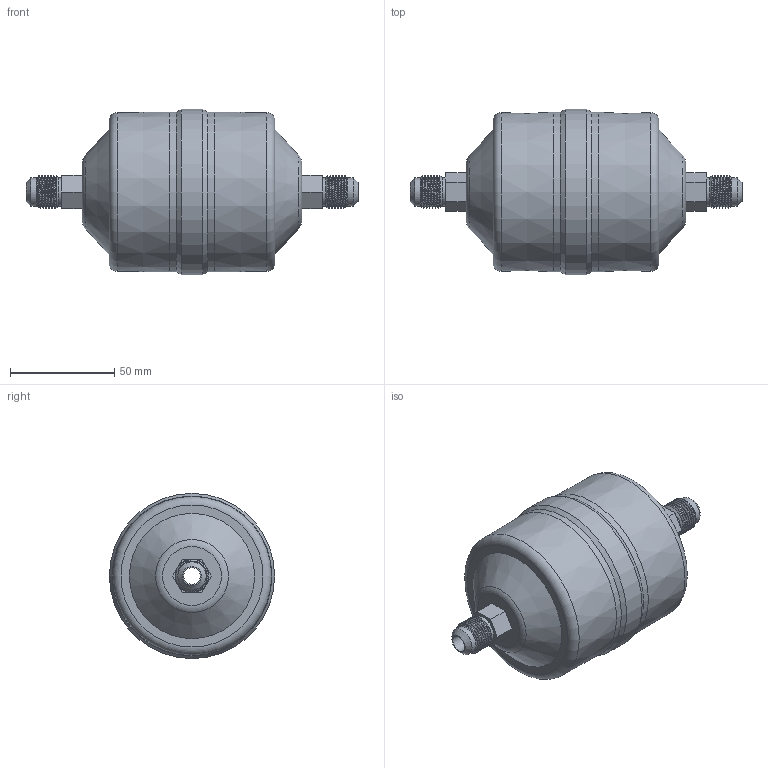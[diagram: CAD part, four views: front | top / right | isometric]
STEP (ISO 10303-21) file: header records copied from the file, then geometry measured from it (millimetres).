
FILE_DESCRIPTION(/* description */ (''),/* implementation_level */ '2;1');
FILE_NAME(/* name */ '023Z5008R.stp',/* time_stamp */ '2022-08-09T10:18:11+03:00',/* author */ ('U403152'),/* organization */ (''),/* preprocessor_version */ 'ST-DEVELOPER v18.1',/* originating_system */ 'Autodesk Inventor 2020',/* authorisation */ '');
FILE_SCHEMA (('AUTOMOTIVE_DESIGN { 1 0 10303 214 3 1 1 }'));
Length unit declared in the file: micrometre
Products named in the file (1): ╡е╧Є╕╔╘я╣¤┬╦╞ўD
FS-163-000A
Bounding box: 159 x 79.1 x 79.1 mm (x, y, z)
Volume: 411184.2 mm3; surface area: 35989.3 mm2
Topology: 1 solids, 1 shells, 68 faces, 188 edges, 128 vertices
Faces by surface type: cylinder 22, plane 22, cone 14, bspline 6, torus 4
Full cylindrical faces by diameter (mm): 8 x1, 13.6 x4, 15.875 x10, 76.5 x2, 79.1 x1
Entity records: 6419 total; most frequent: CARTESIAN_POINT 4667, ORIENTED_EDGE 376, DIRECTION 340, EDGE_CURVE 188, AXIS2_PLACEMENT_3D 131, VERTEX_POINT 128, LINE 78, VECTOR 78
